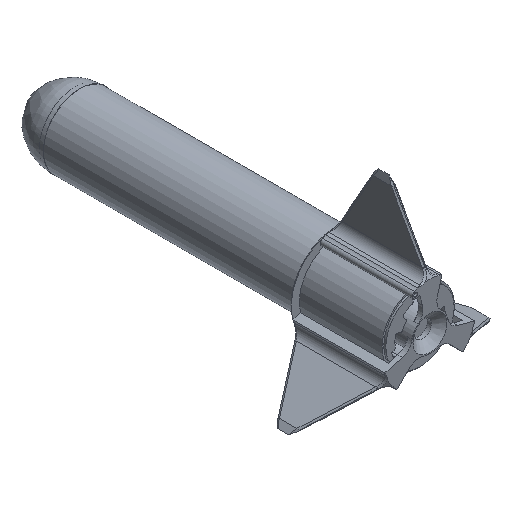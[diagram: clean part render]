
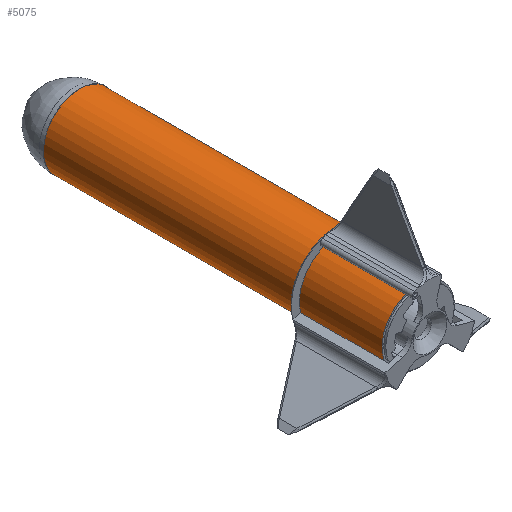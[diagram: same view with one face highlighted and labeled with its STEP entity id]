
A CAD part, isometric view. The second image highlights one B-rep face of the part: STEP entity #5075.
In plain terms, the highlighted cylindrical face has radius 40.1 mm (diameter 80.2 mm), a full revolution.
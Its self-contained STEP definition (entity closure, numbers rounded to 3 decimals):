
#628=LINE('',#9889,#973);
#973=VECTOR('',#6999,40.1);
#1095=CYLINDRICAL_SURFACE('',#5629,40.1);
#1349=FACE_OUTER_BOUND('',#1650,.T.);
#1650=EDGE_LOOP('',(#4559,#4560,#4561,#4562));
#1898=CIRCLE('',#5625,40.1);
#1901=CIRCLE('',#5630,40.1);
#2387=VERTEX_POINT('',#9878);
#2390=VERTEX_POINT('',#9887);
#3116=EDGE_CURVE('',#2387,#2387,#1898,.T.);
#3120=EDGE_CURVE('',#2390,#2390,#1901,.T.);
#3121=EDGE_CURVE('',#2390,#2387,#628,.T.);
#4559=ORIENTED_EDGE('',*,*,#3120,.F.);
#4560=ORIENTED_EDGE('',*,*,#3121,.T.);
#4561=ORIENTED_EDGE('',*,*,#3116,.F.);
#4562=ORIENTED_EDGE('',*,*,#3121,.F.);
#5075=ADVANCED_FACE('',(#1349),#1095,.T.);
#5625=AXIS2_PLACEMENT_3D('',#9879,#6986,#6987);
#5629=AXIS2_PLACEMENT_3D('',#9886,#6995,#6996);
#5630=AXIS2_PLACEMENT_3D('',#9888,#6997,#6998);
#6986=DIRECTION('center_axis',(0.,-1.,0.));
#6987=DIRECTION('ref_axis',(1.,0.,0.));
#6995=DIRECTION('center_axis',(0.,1.,0.));
#6996=DIRECTION('ref_axis',(1.,0.,0.));
#6997=DIRECTION('center_axis',(0.,1.,0.));
#6998=DIRECTION('ref_axis',(1.,0.,0.));
#6999=DIRECTION('',(0.,-1.,0.));
#9878=CARTESIAN_POINT('',(-40.1,-187.5,0.));
#9879=CARTESIAN_POINT('Origin',(0.,-187.5,0.));
#9886=CARTESIAN_POINT('Origin',(0.,0.,0.));
#9887=CARTESIAN_POINT('',(-40.1,187.5,0.));
#9888=CARTESIAN_POINT('Origin',(0.,187.5,0.));
#9889=CARTESIAN_POINT('',(-40.1,0.,0.));
